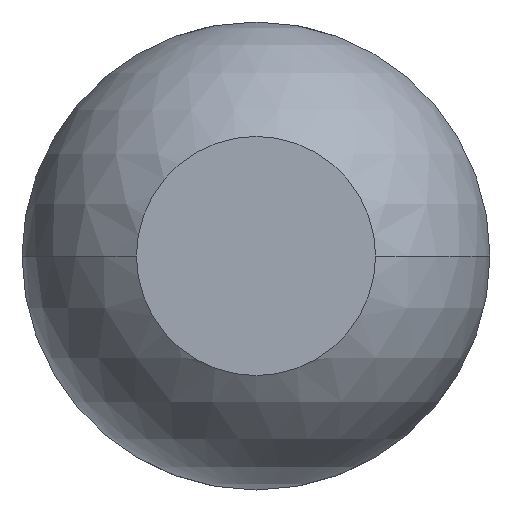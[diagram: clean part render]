
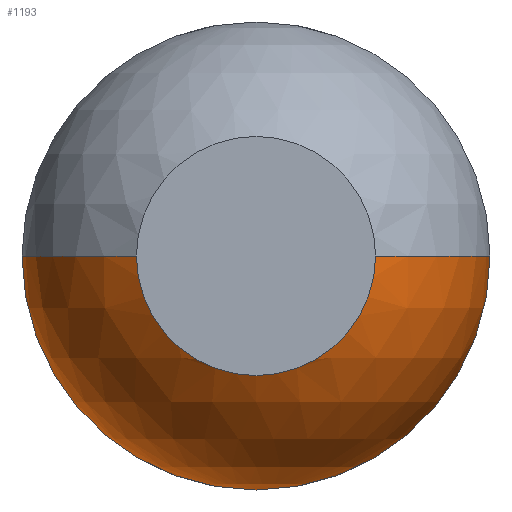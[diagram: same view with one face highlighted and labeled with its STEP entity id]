
A CAD part, front view. The second image highlights one B-rep face of the part: STEP entity #1193.
In plain terms, the highlighted spherical face has radius 0.685 mm.
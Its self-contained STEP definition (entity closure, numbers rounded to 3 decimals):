
#224 = DIRECTION ( 'NONE',  ( 0., 0., 1. ) ) ;
#236 = AXIS2_PLACEMENT_3D ( 'NONE', #1621, #2221, #3220 ) ;
#301 = CARTESIAN_POINT ( 'NONE',  ( -0.685, -29.411, 0. ) ) ;
#346 = EDGE_CURVE ( 'Defeature ausgef�hrt2_5+Defeature ausgef�hrt2_4+Defeature ausgef�hrt2_4+Defeature ausgef�hrt2_4', #3356, #1082, #1801, .T. ) ;
#362 = DIRECTION ( 'NONE',  ( 1., 0., 0. ) ) ;
#371 = DIRECTION ( 'NONE',  ( 0., 0., -1. ) ) ;
#388 = VERTEX_POINT ( 'NONE', #1291 ) ;
#407 = CARTESIAN_POINT ( 'NONE',  ( 0., -30., -0.35 ) ) ;
#461 = DIRECTION ( 'NONE',  ( 0., -1., 0. ) ) ;
#773 = AXIS2_PLACEMENT_3D ( 'NONE', #1322, #1950, #3858 ) ;
#805 = CARTESIAN_POINT ( 'NONE',  ( 0.685, -29.411, 0. ) ) ;
#1082 = VERTEX_POINT ( 'NONE', #301 ) ;
#1094 = ORIENTED_EDGE ( 'NONE', *, *, #1718, .F. ) ;
#1095 = EDGE_CURVE ( 'NONE', #1152, #1915, #3217, .T. ) ;
#1152 = VERTEX_POINT ( 'NONE', #2184 ) ;
#1172 = DIRECTION ( 'NONE',  ( 0., 1., 0. ) ) ;
#1193 = ADVANCED_FACE ( 'Defeature ausgef�hrt2_4', ( #1914 ), #1856, .T. ) ;
#1216 = CARTESIAN_POINT ( 'NONE',  ( 0., -29.411, 0. ) ) ;
#1245 = ORIENTED_EDGE ( 'NONE', *, *, #346, .F. ) ;
#1289 = AXIS2_PLACEMENT_3D ( 'NONE', #4072, #2237, #2201 ) ;
#1291 = CARTESIAN_POINT ( 'NONE',  ( -0.35, -30., 0. ) ) ;
#1305 = CIRCLE ( 'NONE', #2902, 0.685 ) ;
#1322 = CARTESIAN_POINT ( 'NONE',  ( 0., -30., 0. ) ) ;
#1351 = VERTEX_POINT ( 'NONE', #407 ) ;
#1548 = EDGE_CURVE ( 'NONE', #388, #1082, #3305, .T. ) ;
#1579 = AXIS2_PLACEMENT_3D ( 'NONE', #3738, #2494, #3126 ) ;
#1608 = CARTESIAN_POINT ( 'NONE',  ( 0., -29.411, -0.685 ) ) ;
#1621 = CARTESIAN_POINT ( 'NONE',  ( 0., -29.411, 0. ) ) ;
#1634 = ORIENTED_EDGE ( 'NONE', *, *, #1548, .T. ) ;
#1638 = ORIENTED_EDGE ( 'NONE', *, *, #1095, .F. ) ;
#1702 = ORIENTED_EDGE ( 'NONE', *, *, #4082, .F. ) ;
#1718 = EDGE_CURVE ( 'Defeature ausgef�hrt2_17+Defeature ausgef�hrt2_4+Defeature ausgef�hrt2_4+Defeature ausgef�hrt2_4', #1351, #1152, #2672, .T. ) ;
#1746 = AXIS2_PLACEMENT_3D ( 'NONE', #2013, #461, #2026 ) ;
#1801 = CIRCLE ( 'NONE', #236, 0.685 ) ;
#1856 = SPHERICAL_SURFACE ( 'NONE', #2697, 0.685 ) ;
#1914 = FACE_OUTER_BOUND ( 'NONE', #3141, .T. ) ;
#1915 = VERTEX_POINT ( 'NONE', #805 ) ;
#1950 = DIRECTION ( 'NONE',  ( 0., -1., 0. ) ) ;
#2013 = CARTESIAN_POINT ( 'NONE',  ( 0., -30., 0. ) ) ;
#2026 = DIRECTION ( 'NONE',  ( 0., 0., -1. ) ) ;
#2184 = CARTESIAN_POINT ( 'NONE',  ( 0.35, -30., 0. ) ) ;
#2201 = DIRECTION ( 'NONE',  ( -1., 0., 0. ) ) ;
#2221 = DIRECTION ( 'NONE',  ( 0., 1., 0. ) ) ;
#2237 = DIRECTION ( 'NONE',  ( 0., 0., -1. ) ) ;
#2244 = CARTESIAN_POINT ( 'NONE',  ( 0., -29.411, 0. ) ) ;
#2494 = DIRECTION ( 'NONE',  ( 0., 0., 1. ) ) ;
#2512 = EDGE_CURVE ( 'Defeature ausgef�hrt2_17+Defeature ausgef�hrt2_4+Defeature ausgef�hrt2_4+Defeature ausgef�hrt2_4', #388, #1351, #3443, .T. ) ;
#2672 = CIRCLE ( 'NONE', #1746, 0.35 ) ;
#2697 = AXIS2_PLACEMENT_3D ( 'NONE', #2244, #371, #362 ) ;
#2902 = AXIS2_PLACEMENT_3D ( 'NONE', #1216, #1172, #224 ) ;
#3126 = DIRECTION ( 'NONE',  ( 1., 0., 0. ) ) ;
#3141 = EDGE_LOOP ( 'NONE', ( #3222, #1634, #1245, #1702, #1638, #1094 ) ) ;
#3217 = CIRCLE ( 'NONE', #1579, 0.685 ) ;
#3220 = DIRECTION ( 'NONE',  ( 0., 0., 1. ) ) ;
#3222 = ORIENTED_EDGE ( 'NONE', *, *, #2512, .F. ) ;
#3305 = CIRCLE ( 'NONE', #1289, 0.685 ) ;
#3356 = VERTEX_POINT ( 'NONE', #1608 ) ;
#3443 = CIRCLE ( 'NONE', #773, 0.35 ) ;
#3738 = CARTESIAN_POINT ( 'NONE',  ( 0., -29.411, 0. ) ) ;
#3858 = DIRECTION ( 'NONE',  ( 0., 0., -1. ) ) ;
#4072 = CARTESIAN_POINT ( 'NONE',  ( 0., -29.411, 0. ) ) ;
#4082 = EDGE_CURVE ( 'Defeature ausgef�hrt2_5+Defeature ausgef�hrt2_4+Defeature ausgef�hrt2_4+Defeature ausgef�hrt2_4', #1915, #3356, #1305, .T. ) ;
